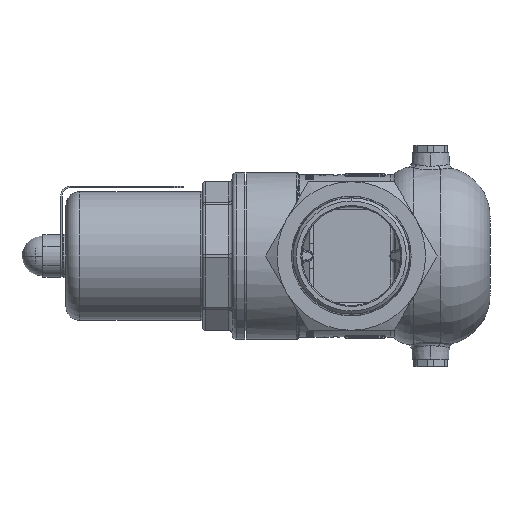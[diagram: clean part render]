
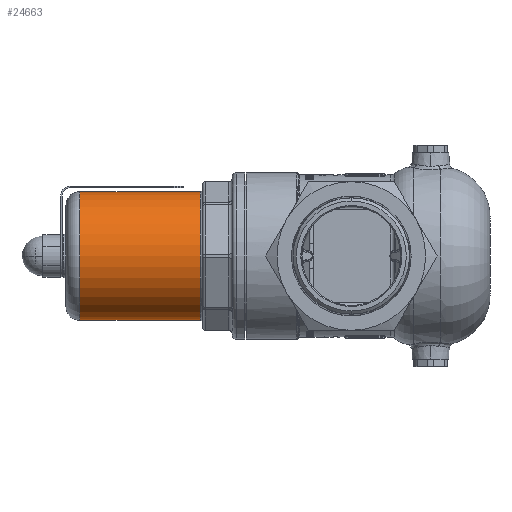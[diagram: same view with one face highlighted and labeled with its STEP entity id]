
A CAD part, left-side view. The second image highlights one B-rep face of the part: STEP entity #24663.
In plain terms, the highlighted cylindrical face has radius 32.5 mm (diameter 65 mm), a partial arc.
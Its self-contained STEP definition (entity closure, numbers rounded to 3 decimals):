
#887 = AXIS2_PLACEMENT_3D ( 'NONE', #14151, #14152, #14153 ) ;
#889 = CIRCLE ( 'NONE', #887, 32.5 ) ;
#977 = VECTOR ( 'NONE', #19733, 1000. ) ;
#981 = VECTOR ( 'NONE', #19739, 1000. ) ;
#4586 = AXIS2_PLACEMENT_3D ( 'NONE', #8114, #8139, #8140 ) ;
#8114 = CARTESIAN_POINT ( 'NONE',  ( 0., 155.957, 0. ) ) ;
#8128 = CYLINDRICAL_SURFACE ( 'NONE', #4586, 32.5 ) ;
#8129 = FACE_OUTER_BOUND ( 'NONE', #41941, .T. ) ;
#8139 = DIRECTION ( 'NONE',  ( 0., 1., 0. ) ) ;
#8140 = DIRECTION ( 'NONE',  ( 0., 0., 1. ) ) ;
#14151 = CARTESIAN_POINT ( 'NONE',  ( 0., 76.2, 0. ) ) ;
#14152 = DIRECTION ( 'NONE',  ( 0., 1., 0. ) ) ;
#14153 = DIRECTION ( 'NONE',  ( 0., 0., 1. ) ) ;
#19703 = CARTESIAN_POINT ( 'NONE',  ( 0., 155.957, -32.5 ) ) ;
#19726 = LINE ( 'NONE', #19703, #977 ) ;
#19733 = DIRECTION ( 'NONE',  ( 0., 1., 0. ) ) ;
#19735 = LINE ( 'NONE', #19738, #981 ) ;
#19738 = CARTESIAN_POINT ( 'NONE',  ( 0., 155.957, 32.5 ) ) ;
#19739 = DIRECTION ( 'NONE',  ( 0., 1., 0. ) ) ;
#20519 = CARTESIAN_POINT ( 'NONE',  ( 0., 137., 0. ) ) ;
#20521 = DIRECTION ( 'NONE',  ( 0., 1., 0. ) ) ;
#20523 = DIRECTION ( 'NONE',  ( 0., 0., 1. ) ) ;
#20559 = EDGE_CURVE ( 'NONE', #30299, #30302, #889, .T. ) ;
#20667 = EDGE_CURVE ( 'NONE', #30299, #30335, #19726, .T. ) ;
#20668 = EDGE_CURVE ( 'NONE', #30302, #30343, #19735, .T. ) ;
#20887 = EDGE_CURVE ( 'NONE', #30335, #30343, #21727, .T. ) ;
#21727 = CIRCLE ( 'NONE', #21733, 32.5 ) ;
#21733 = AXIS2_PLACEMENT_3D ( 'NONE', #20519, #20521, #20523 ) ;
#24663 = ADVANCED_FACE ( 'NONE', ( #8129 ), #8128, .T. ) ;
#29860 = ORIENTED_EDGE ( 'NONE', *, *, #20667, .F. ) ;
#29861 = ORIENTED_EDGE ( 'NONE', *, *, #20559, .T. ) ;
#29862 = ORIENTED_EDGE ( 'NONE', *, *, #20668, .T. ) ;
#29863 = ORIENTED_EDGE ( 'NONE', *, *, #20887, .F. ) ;
#30299 = VERTEX_POINT ( 'NONE', #71977 ) ;
#30302 = VERTEX_POINT ( 'NONE', #71980 ) ;
#30335 = VERTEX_POINT ( 'NONE', #72013 ) ;
#30343 = VERTEX_POINT ( 'NONE', #72021 ) ;
#41941 = EDGE_LOOP ( 'NONE', ( #29860, #29861, #29862, #29863 ) ) ;
#71977 = CARTESIAN_POINT ( 'NONE',  ( 0., 76.2, -32.5 ) ) ;
#71980 = CARTESIAN_POINT ( 'NONE',  ( 0., 76.2, 32.5 ) ) ;
#72013 = CARTESIAN_POINT ( 'NONE',  ( 0., 137., -32.5 ) ) ;
#72021 = CARTESIAN_POINT ( 'NONE',  ( 0., 137., 32.5 ) ) ;
